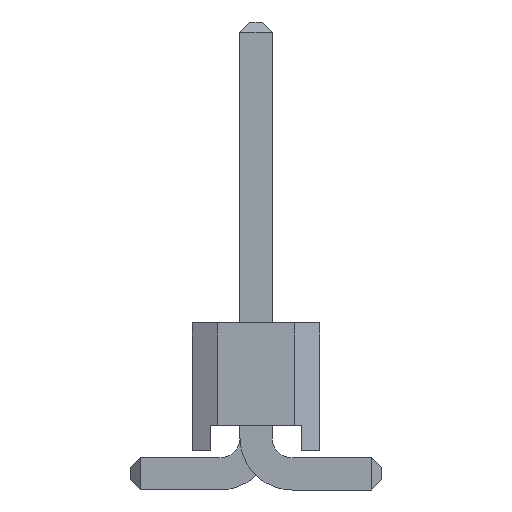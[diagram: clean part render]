
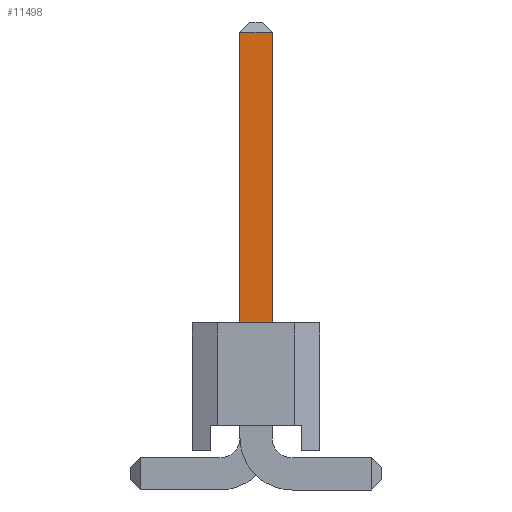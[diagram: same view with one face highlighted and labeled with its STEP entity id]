
A CAD part, front view. The second image highlights one B-rep face of the part: STEP entity #11498.
In plain terms, the highlighted face is planar.
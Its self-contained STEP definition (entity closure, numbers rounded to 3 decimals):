
#2408=ORIENTED_EDGE('',*,*,#3569,.T.);
#2409=ORIENTED_EDGE('',*,*,#3319,.F.);
#2410=ORIENTED_EDGE('',*,*,#3566,.T.);
#2411=ORIENTED_EDGE('',*,*,#3561,.T.);
#3319=EDGE_CURVE('',#4163,#4164,#5149,.T.);
#3561=EDGE_CURVE('',#4300,#4298,#5391,.T.);
#3566=EDGE_CURVE('',#4163,#4300,#5396,.T.);
#3569=EDGE_CURVE('',#4298,#4164,#5399,.T.);
#4163=VERTEX_POINT('',#15957);
#4164=VERTEX_POINT('',#15959);
#4298=VERTEX_POINT('',#16451);
#4300=VERTEX_POINT('',#16457);
#5149=LINE('',#15958,#6247);
#5391=LINE('',#16456,#6489);
#5396=LINE('',#16466,#6494);
#5399=LINE('',#16471,#6497);
#6247=VECTOR('',#13629,1000.);
#6489=VECTOR('',#14111,1000.);
#6494=VECTOR('',#14122,1000.);
#6497=VECTOR('',#14129,1000.);
#6976=EDGE_LOOP('',(#2408,#2409,#2410,#2411));
#7456=FACE_BOUND('',#6976,.T.);
#7880=PLANE('',#12013);
#11498=ADVANCED_FACE('',(#7456),#7880,.F.);
#12013=AXIS2_PLACEMENT_3D('',#16470,#14127,#14128);
#13629=DIRECTION('',(0.,1.,0.));
#14111=DIRECTION('',(0.,1.,0.));
#14122=DIRECTION('',(0.,0.,1.));
#14127=DIRECTION('',(1.,0.,0.));
#14128=DIRECTION('',(0.,0.,1.));
#14129=DIRECTION('',(0.,0.,-1.));
#15957=CARTESIAN_POINT('',(-16.83,-0.32,1.27));
#15958=CARTESIAN_POINT('',(-16.83,-0.32,1.27));
#15959=CARTESIAN_POINT('',(-16.83,0.32,1.27));
#16451=CARTESIAN_POINT('',(-16.83,0.32,7.07));
#16456=CARTESIAN_POINT('',(-16.83,-0.72,7.07));
#16457=CARTESIAN_POINT('',(-16.83,-0.32,7.07));
#16466=CARTESIAN_POINT('',(-16.83,-0.32,-1.02));
#16470=CARTESIAN_POINT('',(-16.83,-0.72,-1.02));
#16471=CARTESIAN_POINT('',(-16.83,0.32,-1.02));
